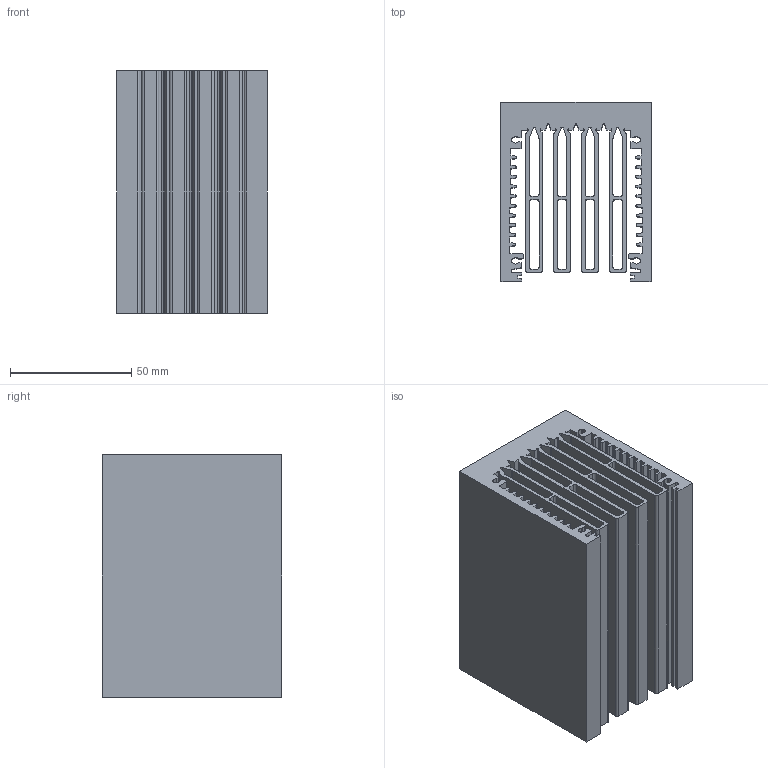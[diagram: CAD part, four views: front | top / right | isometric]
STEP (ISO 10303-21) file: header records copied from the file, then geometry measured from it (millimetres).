
FILE_DESCRIPTION((''),'2;1');
FILE_NAME('LA_6.stp','2014-01-14T09:56:02',('lochen'),(''),'Autodesk Inventor 2012','Autodesk Inventor 2012','');
FILE_SCHEMA(('AUTOMOTIVE_DESIGN { 1 0 10303 214 1 1 1 1 }'));
Length unit declared in the file: millimetre
Products named in the file (1): LA_6
Bounding box: 62 x 74 x 100 mm (x, y, z)
Volume: 211228.5 mm3; surface area: 159151.7 mm2
Topology: 1 solids, 1 shells, 370 faces, 1104 edges, 736 vertices
Faces by surface type: plane 187, cylinder 183
Entity records: 12599 total; most frequent: DIRECTION 2212, CARTESIAN_POINT 2211, ORIENTED_EDGE 2208, EDGE_CURVE 1104, VECTOR 738, LINE 738, AXIS2_PLACEMENT_3D 737, VERTEX_POINT 736
